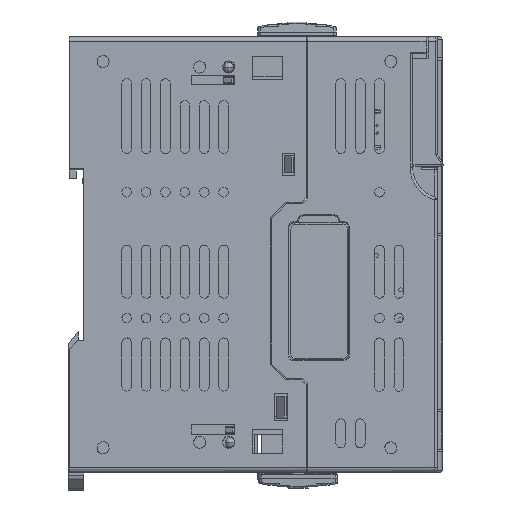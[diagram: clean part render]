
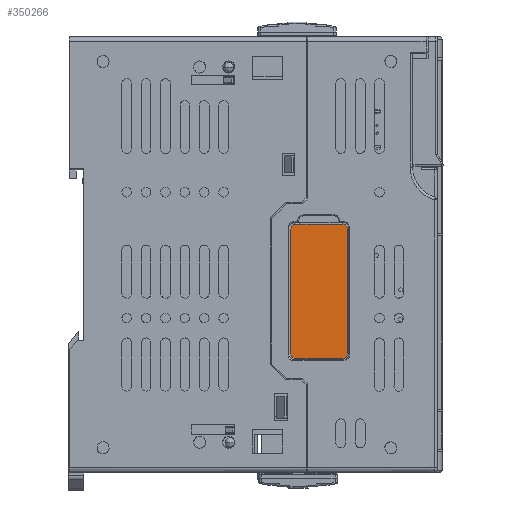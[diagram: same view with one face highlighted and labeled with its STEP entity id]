
A CAD part, left-side view. The second image highlights one B-rep face of the part: STEP entity #350266.
In plain terms, the highlighted free-form (B-spline) face has degree [1, 1] with [2, 2] control points.
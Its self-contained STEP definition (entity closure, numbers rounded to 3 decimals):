
#349671=CARTESIAN_POINT('',(-24.9,-8.3,-20.438));
#349672=VERTEX_POINT('',#349671);
#349678=CARTESIAN_POINT('',(-24.9,-7.3,-21.438));
#349679=VERTEX_POINT('',#349678);
#349680=CARTESIAN_POINT('',(-24.9,-8.3,-20.438));
#349681=CARTESIAN_POINT('',(-24.9,-8.3,-21.438));
#349682=CARTESIAN_POINT('',(-24.9,-7.3,-21.438));
#349683=(BOUNDED_CURVE()B_SPLINE_CURVE(2,(#349680,#349681,#349682),.CIRCULAR_ARC.,.F.,.U.)B_SPLINE_CURVE_WITH_KNOTS((3,3),(0.,1.),.UNSPECIFIED.)CURVE()GEOMETRIC_REPRESENTATION_ITEM()RATIONAL_B_SPLINE_CURVE((1.,0.707,1.))REPRESENTATION_ITEM(''));
#349684=EDGE_CURVE('',#349672,#349679,#349683,.T.);
#350180=CARTESIAN_POINT('',(-24.9,-7.3,6.362));
#350181=VERTEX_POINT('',#350180);
#350187=CARTESIAN_POINT('',(-24.9,-8.3,5.362));
#350188=VERTEX_POINT('',#350187);
#350189=CARTESIAN_POINT('',(-24.9,-7.3,6.362));
#350190=CARTESIAN_POINT('',(-24.9,-8.3,6.362));
#350191=CARTESIAN_POINT('',(-24.9,-8.3,5.362));
#350192=(BOUNDED_CURVE()B_SPLINE_CURVE(2,(#350189,#350190,#350191),.CIRCULAR_ARC.,.F.,.U.)B_SPLINE_CURVE_WITH_KNOTS((3,3),(0.,1.),.UNSPECIFIED.)CURVE()GEOMETRIC_REPRESENTATION_ITEM()RATIONAL_B_SPLINE_CURVE((1.,0.707,1.))REPRESENTATION_ITEM(''));
#350193=EDGE_CURVE('',#350181,#350188,#350192,.T.);
#350211=CARTESIAN_POINT('',(-24.9,-8.3,5.362));
#350212=CARTESIAN_POINT('',(-24.9,-8.3,-20.438));
#350213=B_SPLINE_CURVE_WITH_KNOTS('',1,(#350211,#350212),.POLYLINE_FORM.,.F.,.U.,(2,2),(0.,1.),.UNSPECIFIED.);
#350214=EDGE_CURVE('',#350188,#349672,#350213,.T.);
#350221=CARTESIAN_POINT('',(-24.9,27.712,22.623));
#350222=CARTESIAN_POINT('',(-24.9,-32.612,22.623));
#350223=CARTESIAN_POINT('',(-24.9,27.712,-37.7));
#350224=CARTESIAN_POINT('',(-24.9,-32.612,-37.7));
#350225=B_SPLINE_SURFACE_WITH_KNOTS('',1,1,((#350221,#350222),(#350223,#350224)),.PLANE_SURF.,.F.,.F.,.U.,(2,2),(2,2),(0.,1.),(0.,1.),.UNSPECIFIED.);
#350226=CARTESIAN_POINT('',(-24.9,3.4,-20.438));
#350227=VERTEX_POINT('',#350226);
#350228=CARTESIAN_POINT('',(-24.9,2.4,-21.438));
#350229=VERTEX_POINT('',#350228);
#350230=CARTESIAN_POINT('',(-24.9,3.4,-20.438));
#350231=CARTESIAN_POINT('',(-24.9,3.4,-21.438));
#350232=CARTESIAN_POINT('',(-24.9,2.4,-21.438));
#350233=(BOUNDED_CURVE()B_SPLINE_CURVE(2,(#350230,#350231,#350232),.CIRCULAR_ARC.,.F.,.U.)B_SPLINE_CURVE_WITH_KNOTS((3,3),(0.,1.),.UNSPECIFIED.)CURVE()GEOMETRIC_REPRESENTATION_ITEM()RATIONAL_B_SPLINE_CURVE((1.,0.707,1.))REPRESENTATION_ITEM(''));
#350234=EDGE_CURVE('',#350227,#350229,#350233,.T.);
#350235=ORIENTED_EDGE('',*,*,#350234,.T.);
#350236=CARTESIAN_POINT('',(-24.9,2.4,-21.438));
#350237=CARTESIAN_POINT('',(-24.9,-7.3,-21.438));
#350238=B_SPLINE_CURVE_WITH_KNOTS('',1,(#350236,#350237),.POLYLINE_FORM.,.F.,.U.,(2,2),(0.,1.),.UNSPECIFIED.);
#350239=EDGE_CURVE('',#350229,#349679,#350238,.T.);
#350240=ORIENTED_EDGE('',*,*,#350239,.T.);
#350241=ORIENTED_EDGE('',*,*,#349684,.F.);
#350242=ORIENTED_EDGE('',*,*,#350214,.F.);
#350243=ORIENTED_EDGE('',*,*,#350193,.F.);
#350244=CARTESIAN_POINT('',(-24.9,2.4,6.362));
#350245=VERTEX_POINT('',#350244);
#350246=CARTESIAN_POINT('',(-24.9,-7.3,6.362));
#350247=CARTESIAN_POINT('',(-24.9,2.4,6.362));
#350248=B_SPLINE_CURVE_WITH_KNOTS('',1,(#350246,#350247),.POLYLINE_FORM.,.F.,.U.,(2,2),(0.,1.),.UNSPECIFIED.);
#350249=EDGE_CURVE('',#350181,#350245,#350248,.T.);
#350250=ORIENTED_EDGE('',*,*,#350249,.T.);
#350251=CARTESIAN_POINT('',(-24.9,3.4,5.362));
#350252=VERTEX_POINT('',#350251);
#350253=CARTESIAN_POINT('',(-24.9,2.4,6.362));
#350254=CARTESIAN_POINT('',(-24.9,3.4,6.362));
#350255=CARTESIAN_POINT('',(-24.9,3.4,5.362));
#350256=(BOUNDED_CURVE()B_SPLINE_CURVE(2,(#350253,#350254,#350255),.CIRCULAR_ARC.,.F.,.U.)B_SPLINE_CURVE_WITH_KNOTS((3,3),(0.,1.),.UNSPECIFIED.)CURVE()GEOMETRIC_REPRESENTATION_ITEM()RATIONAL_B_SPLINE_CURVE((1.,0.707,1.))REPRESENTATION_ITEM(''));
#350257=EDGE_CURVE('',#350245,#350252,#350256,.T.);
#350258=ORIENTED_EDGE('',*,*,#350257,.T.);
#350259=CARTESIAN_POINT('',(-24.9,3.4,5.362));
#350260=CARTESIAN_POINT('',(-24.9,3.4,-20.438));
#350261=B_SPLINE_CURVE_WITH_KNOTS('',1,(#350259,#350260),.POLYLINE_FORM.,.F.,.U.,(2,2),(0.,1.),.UNSPECIFIED.);
#350262=EDGE_CURVE('',#350252,#350227,#350261,.T.);
#350263=ORIENTED_EDGE('',*,*,#350262,.T.);
#350264=EDGE_LOOP('',(#350235,#350240,#350241,#350242,#350243,#350250,#350258,#350263));
#350265=FACE_OUTER_BOUND('',#350264,.T.);
#350266=ADVANCED_FACE('',(#350265),#350225,.T.);
